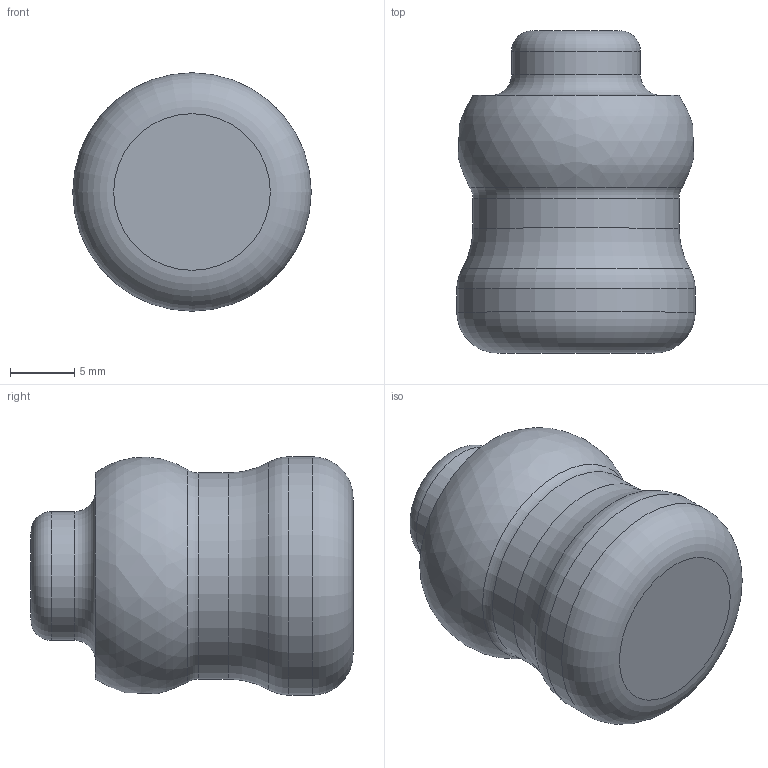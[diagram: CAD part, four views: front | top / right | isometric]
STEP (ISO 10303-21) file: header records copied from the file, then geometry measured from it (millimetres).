
FILE_DESCRIPTION(/* description */ (''),/* implementation_level */ '2;1');
FILE_NAME(/* name */ 'bodyShapeBottomCap.step',/* time_stamp */ '2021-04-18T16:59:41-05:00',/* author */ (''),/* organization */ (''),/* preprocessor_version */ 'ST-DEVELOPER v18.1',/* originating_system */ 'Autodesk Translation Framework v10.6.0.1341',/* authorisation */ '');
FILE_SCHEMA (('AUTOMOTIVE_DESIGN { 1 0 10303 214 3 1 1 }'));
Length unit declared in the file: millimetre
Products named in the file (1): bodyShapeBottomCap
Bounding box: 18.5 x 25 x 18.5 mm (x, y, z)
Volume: 5110.1 mm3; surface area: 1638.8 mm2
Topology: 1 solids, 1 shells, 13 faces, 24 edges, 14 vertices
Faces by surface type: torus 6, cylinder 3, plane 3, bspline 1
Full cylindrical faces by diameter (mm): 10 x1, 16 x1, 18.5 x1
Entity records: 393 total; most frequent: CARTESIAN_POINT 78, DIRECTION 71, ORIENTED_EDGE 48, AXIS2_PLACEMENT_3D 34, EDGE_CURVE 24, CIRCLE 21, EDGE_LOOP 14, VERTEX_POINT 14
